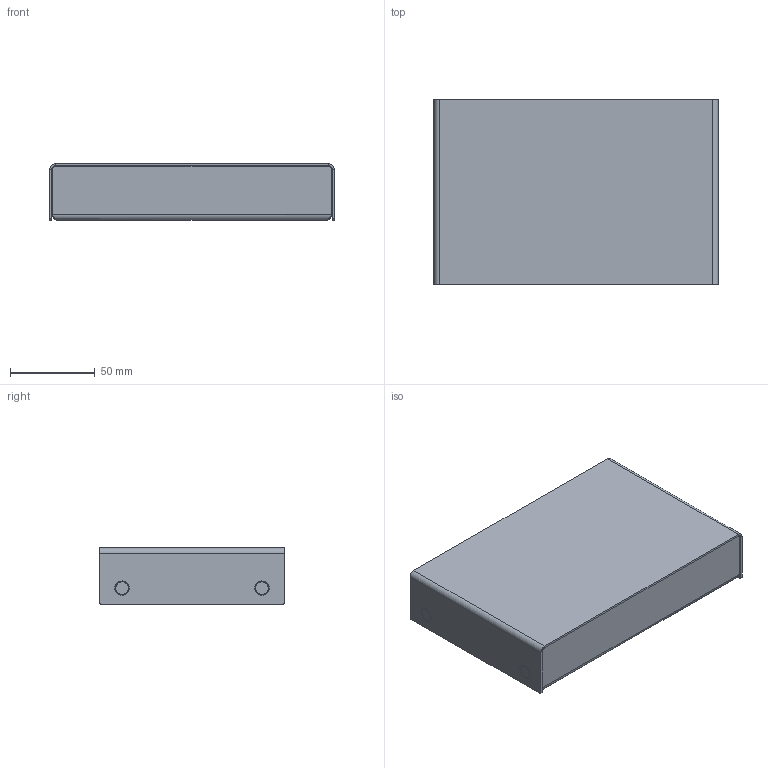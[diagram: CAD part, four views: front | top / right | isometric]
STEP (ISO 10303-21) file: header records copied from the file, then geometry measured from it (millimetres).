
FILE_DESCRIPTION(('Open CASCADE Model'),'2;1');
FILE_NAME('Open CASCADE Shape Model','2024-03-31T14:47:33',('Author'),( 'Open CASCADE'),'Open CASCADE STEP processor 7.4','Open CASCADE 7.4' ,'Unknown');
FILE_SCHEMA(('AUTOMOTIVE_DESIGN { 1 0 10303 214 1 1 1 1 }'));
Length unit declared in the file: inch
Products named in the file (11): U-Shape_Template; Base; S-M4-1ZI; Cover; m4_6mm_stainless_phillips_flathead_screw
Assembly tree (10 placements, depth 2):
  U-Shape_Template
    Base
    S-M4-1ZI
    S-M4-1ZI
    S-M4-1ZI
    S-M4-1ZI
    Cover
    m4_6mm_stainless_phillips_flathead_screw
    m4_6mm_stainless_phillips_flathead_screw
    m4_6mm_stainless_phillips_flathead_screw
    m4_6mm_stainless_phillips_flathead_screw
Bounding box: 168.05 x 109.47 x 33.22 mm (x, y, z)
Volume: 68039.7 mm3; surface area: 113735.8 mm2
Topology: 10 solids, 10 shells, 124 faces, 252 edges, 152 vertices
Faces by surface type: plane 56, cylinder 28, extrusion 20, bspline 16, cone 4
Full cylindrical faces by diameter (mm): 5.41 x4
Entity records: 9600 total; most frequent: CARTESIAN_POINT 4414, DIRECTION 771, ORIENTED_EDGE 504, PCURVE 504, DEFINITIONAL_REPRESENTATION 504, VECTOR 461, LINE 441, B_SPLINE_CURVE_WITH_KNOTS 255
